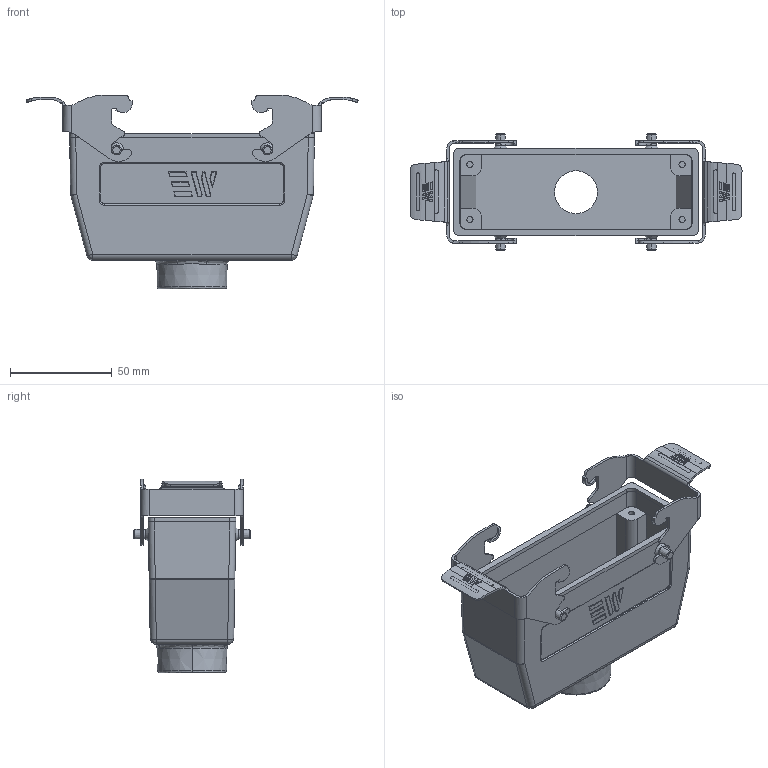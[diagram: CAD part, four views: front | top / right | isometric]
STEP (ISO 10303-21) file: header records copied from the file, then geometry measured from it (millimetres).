
FILE_DESCRIPTION (( 'STEP AP203' ), '1' );
FILE_NAME ('291702905S.step', '2025-02-12T17:53:06', ( '' ), ( '' ), 'SwSTEP 2.0', 'SolidWorks 2024', '' );
FILE_SCHEMA (( 'CONFIG_CONTROL_DESIGN' ));
Length unit declared in the file: inch
Products named in the file (1): 291702905S
Bounding box: 162.8 x 57 x 95 mm (x, y, z)
Volume: 88859.3 mm3; surface area: 58672.9 mm2
Topology: 1 solids, 1 shells, 661 faces, 1680 edges, 1047 vertices
Faces by surface type: cylinder 290, plane 256, bspline 97, cone 18
Entity records: 24537 total; most frequent: CARTESIAN_POINT 9393, ORIENTED_EDGE 3352, DIRECTION 2832, EDGE_CURVE 1676, VERTEX_POINT 1047, AXIS2_PLACEMENT_3D 947, LINE 938, VECTOR 938
